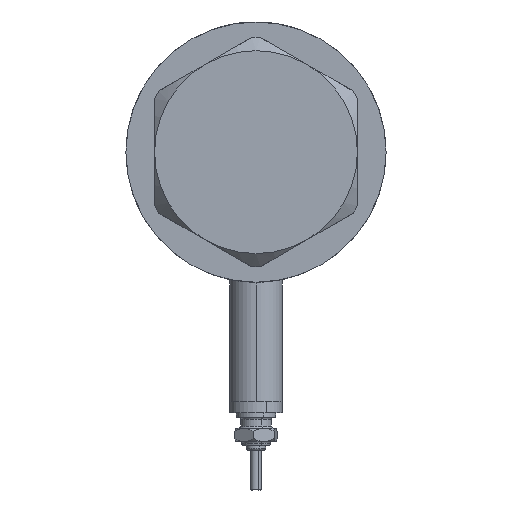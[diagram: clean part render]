
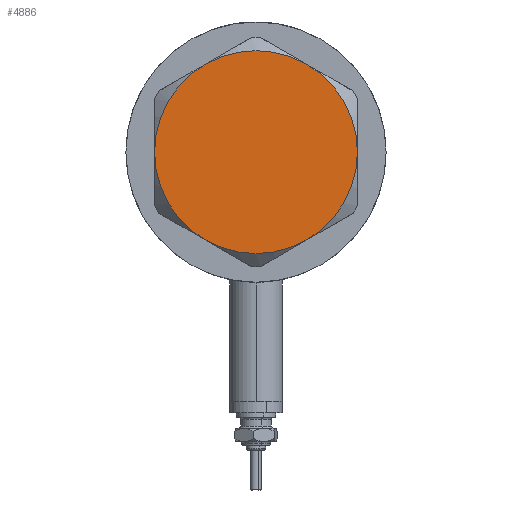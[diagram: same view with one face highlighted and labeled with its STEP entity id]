
A CAD part, left-side view. The second image highlights one B-rep face of the part: STEP entity #4886.
In plain terms, the highlighted face is planar.
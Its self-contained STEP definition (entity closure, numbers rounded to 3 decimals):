
#95 = DIRECTION ( 'NONE',  ( 1., 0., 0. ) ) ;
#162 = CIRCLE ( 'NONE', #350, 23. ) ;
#189 = EDGE_CURVE ( 'NONE', #5015, #1255, #5591, .T. ) ;
#350 = AXIS2_PLACEMENT_3D ( 'NONE', #5480, #384, #3593 ) ;
#384 = DIRECTION ( 'NONE',  ( 0., 0., 1. ) ) ;
#416 = DIRECTION ( 'NONE',  ( 1., 0., 0. ) ) ;
#432 = CIRCLE ( 'NONE', #2057, 23. ) ;
#616 = CARTESIAN_POINT ( 'NONE',  ( -11.5, -19.919, 13. ) ) ;
#768 = EDGE_CURVE ( 'NONE', #1538, #4750, #1953, .T. ) ;
#953 = DIRECTION ( 'NONE',  ( 1., 0., 0. ) ) ;
#1170 = VERTEX_POINT ( 'NONE', #4100 ) ;
#1255 = VERTEX_POINT ( 'NONE', #616 ) ;
#1324 = EDGE_CURVE ( 'NONE', #1255, #1538, #432, .T. ) ;
#1472 = DIRECTION ( 'NONE',  ( 0., 0., 1. ) ) ;
#1538 = VERTEX_POINT ( 'NONE', #3637 ) ;
#1686 = CARTESIAN_POINT ( 'NONE',  ( 0., 0., 13. ) ) ;
#1840 = ORIENTED_EDGE ( 'NONE', *, *, #1324, .T. ) ;
#1953 = CIRCLE ( 'NONE', #3497, 23. ) ;
#1996 = CIRCLE ( 'NONE', #5345, 23. ) ;
#2057 = AXIS2_PLACEMENT_3D ( 'NONE', #4804, #1472, #95 ) ;
#2058 = AXIS2_PLACEMENT_3D ( 'NONE', #2629, #5367, #416 ) ;
#2112 = DIRECTION ( 'NONE',  ( 1., 0., 0. ) ) ;
#2150 = ORIENTED_EDGE ( 'NONE', *, *, #768, .T. ) ;
#2346 = CARTESIAN_POINT ( 'NONE',  ( -23., 0., 13. ) ) ;
#2458 = ORIENTED_EDGE ( 'NONE', *, *, #4476, .T. ) ;
#2497 = CARTESIAN_POINT ( 'NONE',  ( 0., 0., 13. ) ) ;
#2619 = DIRECTION ( 'NONE',  ( 0., 0., 1. ) ) ;
#2629 = CARTESIAN_POINT ( 'NONE',  ( 0., 0., 13. ) ) ;
#2856 = ORIENTED_EDGE ( 'NONE', *, *, #3539, .T. ) ;
#2954 = CIRCLE ( 'NONE', #4956, 23. ) ;
#3078 = DIRECTION ( 'NONE',  ( 1., 0., 0. ) ) ;
#3194 = DIRECTION ( 'NONE',  ( 0., 0., 1. ) ) ;
#3227 = CARTESIAN_POINT ( 'NONE',  ( 0., 0., 13. ) ) ;
#3428 = DIRECTION ( 'NONE',  ( 1., 0., 0. ) ) ;
#3497 = AXIS2_PLACEMENT_3D ( 'NONE', #3227, #3194, #953 ) ;
#3499 = FACE_OUTER_BOUND ( 'NONE', #4675, .T. ) ;
#3529 = DIRECTION ( 'NONE',  ( 0., 0., 1. ) ) ;
#3539 = EDGE_CURVE ( 'NONE', #4285, #1170, #162, .T. ) ;
#3593 = DIRECTION ( 'NONE',  ( 1., 0., 0. ) ) ;
#3637 = CARTESIAN_POINT ( 'NONE',  ( 11.5, -19.919, 13. ) ) ;
#4019 = AXIS2_PLACEMENT_3D ( 'NONE', #1686, #3529, #2112 ) ;
#4073 = CARTESIAN_POINT ( 'NONE',  ( 0., 0., 13. ) ) ;
#4100 = CARTESIAN_POINT ( 'NONE',  ( -11.5, 19.919, 13. ) ) ;
#4285 = VERTEX_POINT ( 'NONE', #5210 ) ;
#4310 = ORIENTED_EDGE ( 'NONE', *, *, #189, .T. ) ;
#4476 = EDGE_CURVE ( 'NONE', #4750, #4285, #2954, .T. ) ;
#4535 = PLANE ( 'NONE',  #4019 ) ;
#4675 = EDGE_LOOP ( 'NONE', ( #2150, #2458, #2856, #4987, #4310, #1840 ) ) ;
#4717 = DIRECTION ( 'NONE',  ( 0., 0., 1. ) ) ;
#4750 = VERTEX_POINT ( 'NONE', #5656 ) ;
#4804 = CARTESIAN_POINT ( 'NONE',  ( 0., 0., 13. ) ) ;
#4886 = ADVANCED_FACE ( 'NONE', ( #3499 ), #4535, .T. ) ;
#4956 = AXIS2_PLACEMENT_3D ( 'NONE', #4073, #2619, #3078 ) ;
#4987 = ORIENTED_EDGE ( 'NONE', *, *, #5205, .T. ) ;
#5015 = VERTEX_POINT ( 'NONE', #2346 ) ;
#5205 = EDGE_CURVE ( 'NONE', #1170, #5015, #1996, .T. ) ;
#5210 = CARTESIAN_POINT ( 'NONE',  ( 11.5, 19.919, 13. ) ) ;
#5345 = AXIS2_PLACEMENT_3D ( 'NONE', #2497, #4717, #3428 ) ;
#5367 = DIRECTION ( 'NONE',  ( 0., 0., 1. ) ) ;
#5480 = CARTESIAN_POINT ( 'NONE',  ( 0., 0., 13. ) ) ;
#5591 = CIRCLE ( 'NONE', #2058, 23. ) ;
#5656 = CARTESIAN_POINT ( 'NONE',  ( 23., 0., 13. ) ) ;
